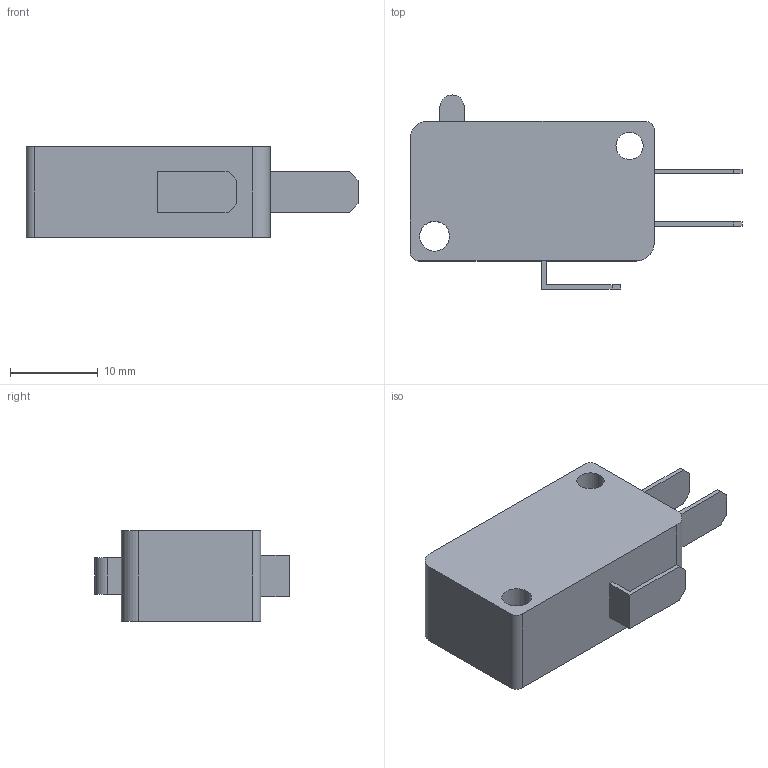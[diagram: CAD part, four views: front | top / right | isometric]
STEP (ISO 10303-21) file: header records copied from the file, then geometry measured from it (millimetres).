
FILE_DESCRIPTION(/* description */ (''),/* implementation_level */ '2;1');
FILE_NAME(/* name */ '817 micro switch ZIPPY.step',/* time_stamp */ '2018-07-07T12:42:16-04:00',/* author */ ('Adafruit'),/* organization */ (''),/* preprocessor_version */ 'ST-DEVELOPER v17',/* originating_system */ 'Autodesk Translation Framework v7.1.0.215',/* authorisation */ '');
FILE_SCHEMA (('AUTOMOTIVE_DESIGN { 1 0 10303 214 3 1 1 }'));
Length unit declared in the file: millimetre
Products named in the file (1): micro switch ZIPPY 817
Bounding box: 37.8 x 22.1 x 10.3 mm (x, y, z)
Volume: 4464.2 mm3; surface area: 2301.8 mm2
Topology: 4 solids, 4 shells, 43 faces, 102 edges, 68 vertices
Faces by surface type: plane 36, cylinder 7
Full cylindrical faces by diameter (mm): 3.1 x1, 3.4 x1
Entity records: 1264 total; most frequent: CARTESIAN_POINT 214, ORIENTED_EDGE 204, DIRECTION 204, EDGE_CURVE 102, LINE 88, VECTOR 88, VERTEX_POINT 68, AXIS2_PLACEMENT_3D 58
